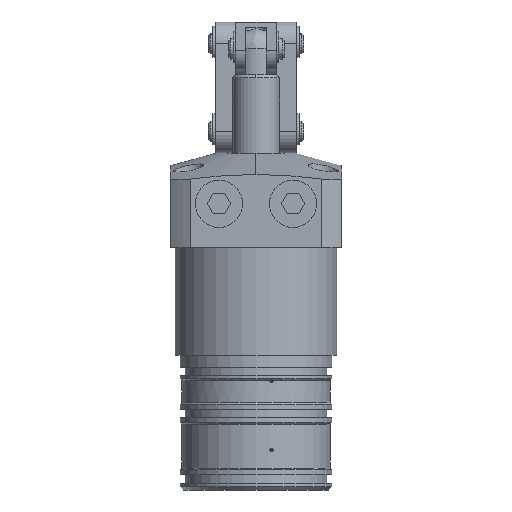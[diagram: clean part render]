
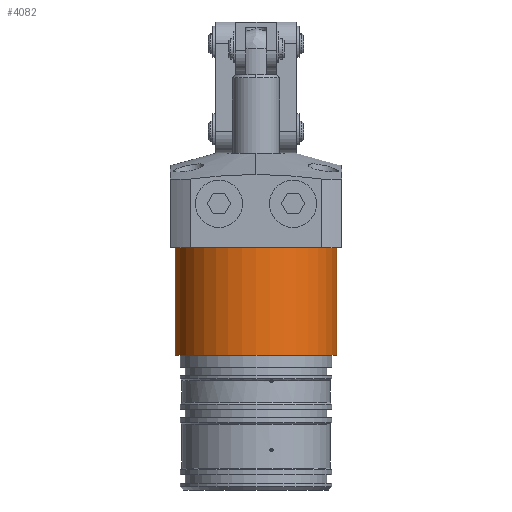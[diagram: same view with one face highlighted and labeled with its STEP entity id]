
A CAD part, left-side view. The second image highlights one B-rep face of the part: STEP entity #4082.
In plain terms, the highlighted cylindrical face has radius 24 mm (diameter 48 mm), a partial arc.
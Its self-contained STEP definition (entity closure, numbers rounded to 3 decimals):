
#120 = ORIENTED_EDGE ( 'NONE', *, *, #1444, .T. ) ;
#249 = VERTEX_POINT ( 'NONE', #1408 ) ;
#342 = DIRECTION ( 'NONE',  ( 0., 0., -1. ) ) ;
#655 = DIRECTION ( 'NONE',  ( 0., -1., 0. ) ) ;
#971 = VERTEX_POINT ( 'NONE', #1922 ) ;
#1165 = FACE_OUTER_BOUND ( 'NONE', #4100, .T. ) ;
#1408 = CARTESIAN_POINT ( 'NONE',  ( 0., 0., 24. ) ) ;
#1444 = EDGE_CURVE ( 'NONE', #6960, #249, #4111, .T. ) ;
#1485 = VERTEX_POINT ( 'NONE', #4163 ) ;
#1651 = CARTESIAN_POINT ( 'NONE',  ( 0., 0., -24. ) ) ;
#1922 = CARTESIAN_POINT ( 'NONE',  ( 0., 32., -24. ) ) ;
#2622 = DIRECTION ( 'NONE',  ( 0., -1., 0. ) ) ;
#2822 = ORIENTED_EDGE ( 'NONE', *, *, #6109, .T. ) ;
#3137 = DIRECTION ( 'NONE',  ( 0., -1., 0. ) ) ;
#3529 = ORIENTED_EDGE ( 'NONE', *, *, #7504, .T. ) ;
#3655 = VECTOR ( 'NONE', #2622, 1000. ) ;
#3719 = AXIS2_PLACEMENT_3D ( 'NONE', #8353, #4336, #342 ) ;
#3905 = EDGE_CURVE ( 'NONE', #1485, #249, #5770, .T. ) ;
#3972 = VECTOR ( 'NONE', #3137, 1000. ) ;
#4027 = AXIS2_PLACEMENT_3D ( 'NONE', #4745, #4679, #4650 ) ;
#4082 = ADVANCED_FACE ( 'NONE', ( #1165 ), #4501, .T. ) ;
#4100 = EDGE_LOOP ( 'NONE', ( #6850, #3529, #2822, #120 ) ) ;
#4111 = CIRCLE ( 'NONE', #4027, 24. ) ;
#4163 = CARTESIAN_POINT ( 'NONE',  ( 0., 32., 24. ) ) ;
#4336 = DIRECTION ( 'NONE',  ( 0., -1., 0. ) ) ;
#4501 = CYLINDRICAL_SURFACE ( 'NONE', #4930, 24. ) ;
#4650 = DIRECTION ( 'NONE',  ( 0., 0., -1. ) ) ;
#4679 = DIRECTION ( 'NONE',  ( 0., 1., 0. ) ) ;
#4745 = CARTESIAN_POINT ( 'NONE',  ( 0., 0., 0. ) ) ;
#4930 = AXIS2_PLACEMENT_3D ( 'NONE', #6685, #655, #6012 ) ;
#5770 = LINE ( 'NONE', #8499, #3972 ) ;
#6012 = DIRECTION ( 'NONE',  ( 0., 0., -1. ) ) ;
#6109 = EDGE_CURVE ( 'NONE', #971, #6960, #7437, .T. ) ;
#6671 = CARTESIAN_POINT ( 'NONE',  ( 0., 0.552, -24. ) ) ;
#6685 = CARTESIAN_POINT ( 'NONE',  ( 0., 0.552, 0. ) ) ;
#6850 = ORIENTED_EDGE ( 'NONE', *, *, #3905, .F. ) ;
#6960 = VERTEX_POINT ( 'NONE', #1651 ) ;
#7437 = LINE ( 'NONE', #6671, #3655 ) ;
#7504 = EDGE_CURVE ( 'NONE', #1485, #971, #8186, .T. ) ;
#8186 = CIRCLE ( 'NONE', #3719, 24. ) ;
#8353 = CARTESIAN_POINT ( 'NONE',  ( 0., 32., 0. ) ) ;
#8499 = CARTESIAN_POINT ( 'NONE',  ( 0., 0.552, 24. ) ) ;
